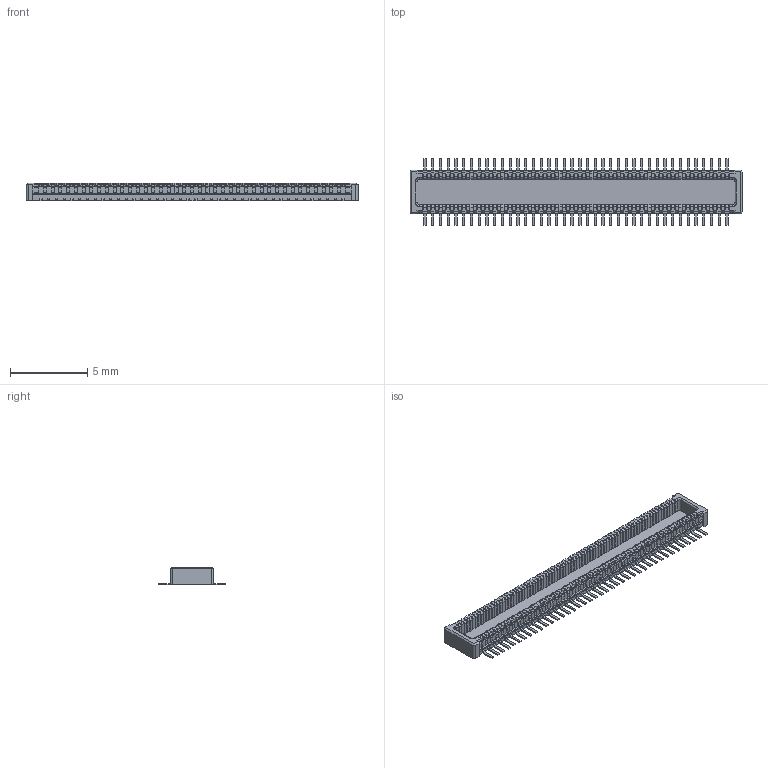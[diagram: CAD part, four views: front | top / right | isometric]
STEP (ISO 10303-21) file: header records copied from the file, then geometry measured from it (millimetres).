
FILE_DESCRIPTION(/* description */ ('model of Molex_SlimStack_Plug_2x40_Pitch0.5mm_55560-0801'),/* implementation_level */ '2;1');
FILE_NAME(/* name */ 'Molex_SlimStack_Plug_2x40_Pitch0.5mm_55560-0801.step',/* time_stamp */ '2017-04-21T16:06:04',/* author */ ('Ray Benitez',''),/* organization */ (''),/* preprocessor_version */ '',/* originating_system */ '',/* authorisation */ '');
FILE_SCHEMA(('AUTOMOTIVE_DESIGN_CC2 { 1 2 10303 214 -1 1 5 4 }'));
Products named in the file (1): molex_55560_2x40
Bounding box: 21.45 x 4.3 x 1.15 mm (x, y, z)
Volume: 30.7 mm3; surface area: 303.3 mm2
Topology: 1 solids, 1 shells, 2860 faces, 8638 edges, 5860 vertices
Faces by surface type: plane 2360, cylinder 492, cone 4, torus 4
Entity records: 116259 total; most frequent: CARTESIAN_POINT 17359, ORIENTED_EDGE 17276, DIRECTION 15352, EDGE_CURVE 8638, LINE 7646, VECTOR 7646, VERTEX_POINT 5860, AXIS2_PLACEMENT_3D 3853
